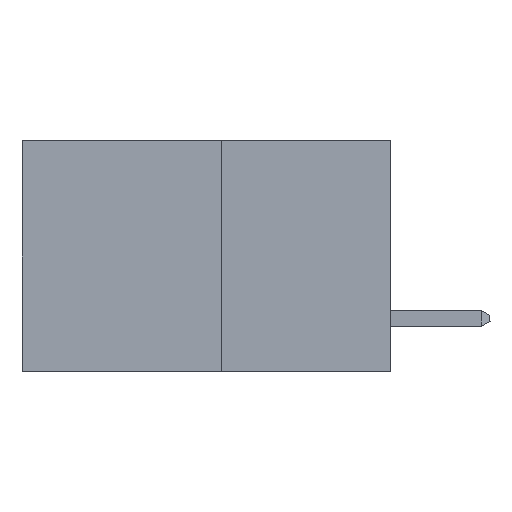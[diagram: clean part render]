
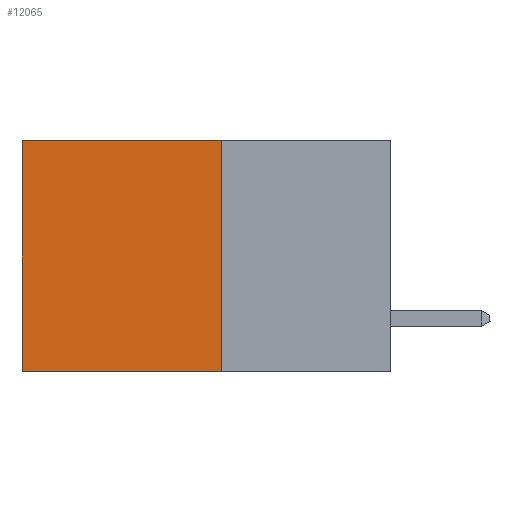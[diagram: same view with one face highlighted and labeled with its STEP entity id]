
A CAD part, left-side view. The second image highlights one B-rep face of the part: STEP entity #12065.
In plain terms, the highlighted planar face has unit normal (-1, 0, 0).
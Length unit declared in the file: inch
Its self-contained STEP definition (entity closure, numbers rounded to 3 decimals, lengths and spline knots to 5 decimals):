
#135 = CARTESIAN_POINT ( 'NONE',  ( 0.277, 0.59, -0.37 ) ) ;
#413 = DIRECTION ( 'NONE',  ( 0., 1., 0. ) ) ;
#447 = PLANE ( 'NONE',  #4611 ) ;
#603 = VERTEX_POINT ( 'NONE', #14280 ) ;
#783 = CARTESIAN_POINT ( 'NONE',  ( 0.277, 0.27, 0. ) ) ;
#1789 = CARTESIAN_POINT ( 'NONE',  ( 0.277, 0.27, -0.37 ) ) ;
#1809 = CARTESIAN_POINT ( 'NONE',  ( 0.277, 0.27, -0.37 ) ) ;
#1845 = DIRECTION ( 'NONE',  ( 0., 0., -1. ) ) ;
#1880 = FACE_OUTER_BOUND ( 'NONE', #16562, .T. ) ;
#3706 = VERTEX_POINT ( 'NONE', #6912 ) ;
#4611 = AXIS2_PLACEMENT_3D ( 'NONE', #1789, #10256, #1845 ) ;
#4619 = EDGE_CURVE ( 'NONE', #5024, #603, #6921, .T. ) ;
#5024 = VERTEX_POINT ( 'NONE', #16617 ) ;
#5130 = VECTOR ( 'NONE', #15508, 39.37008 ) ;
#6242 = EDGE_CURVE ( 'NONE', #3706, #603, #13041, .T. ) ;
#6912 = CARTESIAN_POINT ( 'NONE',  ( 0.277, 0.59, 0. ) ) ;
#6921 = LINE ( 'NONE', #1809, #13938 ) ;
#7674 = VECTOR ( 'NONE', #12473, 39.37008 ) ;
#8535 = ORIENTED_EDGE ( 'NONE', *, *, #4619, .F. ) ;
#8889 = ORIENTED_EDGE ( 'NONE', *, *, #18037, .F. ) ;
#9231 = DIRECTION ( 'NONE',  ( 0., 1., 0. ) ) ;
#10256 = DIRECTION ( 'NONE',  ( 1., 0., 0. ) ) ;
#10539 = VERTEX_POINT ( 'NONE', #10574 ) ;
#10574 = CARTESIAN_POINT ( 'NONE',  ( 0.277, 0.27, 0. ) ) ;
#11085 = CARTESIAN_POINT ( 'NONE',  ( 0.277, 0.27, -0.37 ) ) ;
#12065 = ADVANCED_FACE ( 'NONE', ( #1880 ), #447, .F. ) ;
#12163 = ORIENTED_EDGE ( 'NONE', *, *, #16818, .T. ) ;
#12473 = DIRECTION ( 'NONE',  ( 0., 0., -1. ) ) ;
#13041 = LINE ( 'NONE', #135, #5130 ) ;
#13938 = VECTOR ( 'NONE', #413, 39.37008 ) ;
#14048 = LINE ( 'NONE', #783, #17753 ) ;
#14280 = CARTESIAN_POINT ( 'NONE',  ( 0.277, 0.59, -0.37 ) ) ;
#14881 = LINE ( 'NONE', #11085, #7674 ) ;
#15156 = ORIENTED_EDGE ( 'NONE', *, *, #6242, .T. ) ;
#15508 = DIRECTION ( 'NONE',  ( 0., 0., -1. ) ) ;
#16562 = EDGE_LOOP ( 'NONE', ( #15156, #8535, #8889, #12163 ) ) ;
#16617 = CARTESIAN_POINT ( 'NONE',  ( 0.277, 0.27, -0.37 ) ) ;
#16818 = EDGE_CURVE ( 'NONE', #10539, #3706, #14048, .T. ) ;
#17753 = VECTOR ( 'NONE', #9231, 39.37008 ) ;
#18037 = EDGE_CURVE ( 'NONE', #10539, #5024, #14881, .T. ) ;
